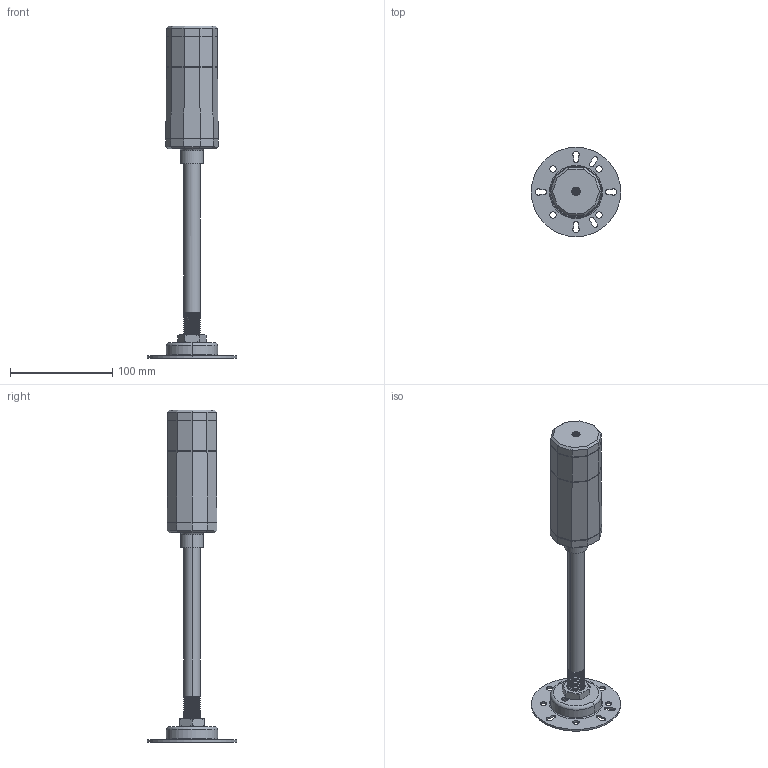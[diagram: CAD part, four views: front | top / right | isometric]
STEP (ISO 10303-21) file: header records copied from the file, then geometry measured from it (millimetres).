
FILE_DESCRIPTION (( 'STEP AP203' ), '1' );
FILE_NAME ('NLA50DC-1B4D SERIES.STEP', '2026-03-09T02:59:20', ( '' ), ( '' ), 'SwSTEP 2.0', 'SolidWorks 2021', '' );
FILE_SCHEMA (( 'CONFIG_CONTROL_DESIGN' ));
Length unit declared in the file: millimetre
Products named in the file (1): NLA50DC-1B4D SERIES
Bounding box: 87.5 x 87.5 x 325 mm (x, y, z)
Volume: 260907.7 mm3; surface area: 72328.4 mm2
Topology: 15 solids, 15 shells, 410 faces, 1058 edges, 686 vertices
Faces by surface type: plane 196, cylinder 128, bspline 40, cone 28, torus 12, sphere 6
Entity records: 18609 total; most frequent: CARTESIAN_POINT 8783, ORIENTED_EDGE 2116, DIRECTION 1894, EDGE_CURVE 1058, VERTEX_POINT 686, AXIS2_PLACEMENT_3D 662, LINE 570, VECTOR 570
